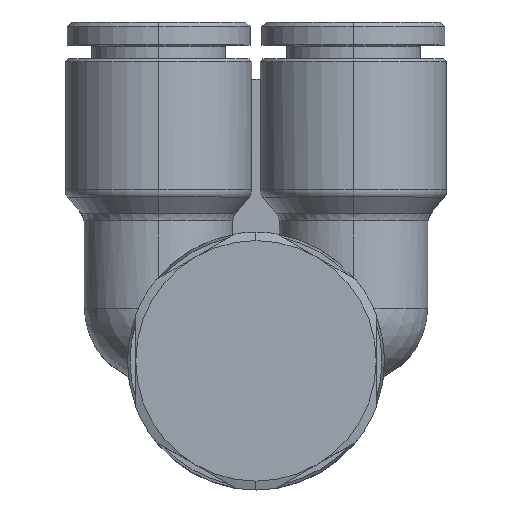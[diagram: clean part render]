
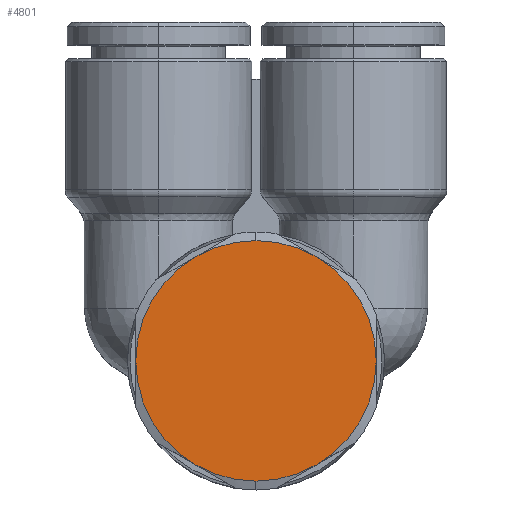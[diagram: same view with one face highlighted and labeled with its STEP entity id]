
A CAD part, top view. The second image highlights one B-rep face of the part: STEP entity #4801.
In plain terms, the highlighted planar face has unit normal (0, 0, 1).
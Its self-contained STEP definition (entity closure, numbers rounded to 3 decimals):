
#3730=CARTESIAN_POINT('',(16.1,8.5,14.5));
#3731=VERTEX_POINT('',#3730);
#3738=CARTESIAN_POINT('',(14.693,3.25,14.5));
#3739=VERTEX_POINT('',#3738);
#3740=CARTESIAN_POINT('',(5.6,8.5,14.5));
#3741=DIRECTION('',(0.0,0.0,1.0));
#3742=DIRECTION('',(-1.0,0.0,0.0));
#3743=AXIS2_PLACEMENT_3D('',#3740,#3741,#3742);
#3744=CIRCLE('',#3743,10.5);
#3745=EDGE_CURVE('',#3739,#3731,#3744,.T.);
#3769=CARTESIAN_POINT('',(-4.9,8.5,14.5));
#3770=VERTEX_POINT('',#3769);
#3778=CARTESIAN_POINT('',(-3.493,3.25,14.5));
#3779=VERTEX_POINT('',#3778);
#3793=CARTESIAN_POINT('',(5.6,8.5,14.5));
#3794=DIRECTION('',(0.0,0.0,1.0));
#3795=DIRECTION('',(-1.0,0.0,0.0));
#3796=AXIS2_PLACEMENT_3D('',#3793,#3794,#3795);
#3797=CIRCLE('',#3796,10.5);
#3798=EDGE_CURVE('',#3770,#3779,#3797,.T.);
#4133=CARTESIAN_POINT('',(-3.493,13.75,14.5));
#4134=VERTEX_POINT('',#4133);
#4135=CARTESIAN_POINT('',(5.6,8.5,14.5));
#4136=DIRECTION('',(0.0,0.0,1.0));
#4137=DIRECTION('',(-1.0,0.0,0.0));
#4138=AXIS2_PLACEMENT_3D('',#4135,#4136,#4137);
#4139=CIRCLE('',#4138,10.5);
#4140=EDGE_CURVE('',#4134,#3770,#4139,.T.);
#4174=CARTESIAN_POINT('',(5.6,19.,14.5));
#4175=VERTEX_POINT('',#4174);
#4211=CARTESIAN_POINT('',(5.6,8.5,14.5));
#4212=DIRECTION('',(0.0,0.0,1.0));
#4213=DIRECTION('',(-1.0,0.0,0.0));
#4214=AXIS2_PLACEMENT_3D('',#4211,#4212,#4213);
#4215=CIRCLE('',#4214,10.5);
#4216=EDGE_CURVE('',#4175,#4134,#4215,.T.);
#4241=CARTESIAN_POINT('',(14.693,13.75,14.5));
#4242=VERTEX_POINT('',#4241);
#4243=CARTESIAN_POINT('',(5.6,8.5,14.5));
#4244=DIRECTION('',(0.0,0.0,1.0));
#4245=DIRECTION('',(-1.0,0.0,0.0));
#4246=AXIS2_PLACEMENT_3D('',#4243,#4244,#4245);
#4247=CIRCLE('',#4246,10.5);
#4248=EDGE_CURVE('',#4242,#4175,#4247,.T.);
#4303=CARTESIAN_POINT('',(5.6,8.5,14.5));
#4304=DIRECTION('',(0.0,0.0,1.0));
#4305=DIRECTION('',(-1.0,0.0,0.0));
#4306=AXIS2_PLACEMENT_3D('',#4303,#4304,#4305);
#4307=CIRCLE('',#4306,10.5);
#4308=EDGE_CURVE('',#3731,#4242,#4307,.T.);
#4333=CARTESIAN_POINT('',(5.6,-2.,14.5));
#4334=VERTEX_POINT('',#4333);
#4335=CARTESIAN_POINT('',(5.6,8.5,14.5));
#4336=DIRECTION('',(0.0,0.0,1.0));
#4337=DIRECTION('',(-1.0,0.0,0.0));
#4338=AXIS2_PLACEMENT_3D('',#4335,#4336,#4337);
#4339=CIRCLE('',#4338,10.5);
#4340=EDGE_CURVE('',#4334,#3739,#4339,.T.);
#4387=CARTESIAN_POINT('',(5.6,8.5,14.5));
#4388=DIRECTION('',(0.0,0.0,1.0));
#4389=DIRECTION('',(-1.0,0.0,0.0));
#4390=AXIS2_PLACEMENT_3D('',#4387,#4388,#4389);
#4391=CIRCLE('',#4390,10.5);
#4392=EDGE_CURVE('',#3779,#4334,#4391,.T.);
#4786=CARTESIAN_POINT('',(5.6,8.5,14.5));
#4787=DIRECTION('',(0.0,0.0,1.0));
#4788=DIRECTION('',(-1.0,0.0,0.0));
#4789=AXIS2_PLACEMENT_3D('',#4786,#4787,#4788);
#4790=PLANE('',#4789);
#4791=ORIENTED_EDGE('',*,*,#4392,.T.);
#4792=ORIENTED_EDGE('',*,*,#4340,.T.);
#4793=ORIENTED_EDGE('',*,*,#3745,.T.);
#4794=ORIENTED_EDGE('',*,*,#4308,.T.);
#4795=ORIENTED_EDGE('',*,*,#4248,.T.);
#4796=ORIENTED_EDGE('',*,*,#4216,.T.);
#4797=ORIENTED_EDGE('',*,*,#4140,.T.);
#4798=ORIENTED_EDGE('',*,*,#3798,.T.);
#4799=EDGE_LOOP('',(#4791,#4792,#4793,#4794,#4795,#4796,#4797,#4798));
#4800=FACE_OUTER_BOUND('',#4799,.T.);
#4801=ADVANCED_FACE('',(#4800),#4790,.T.);
